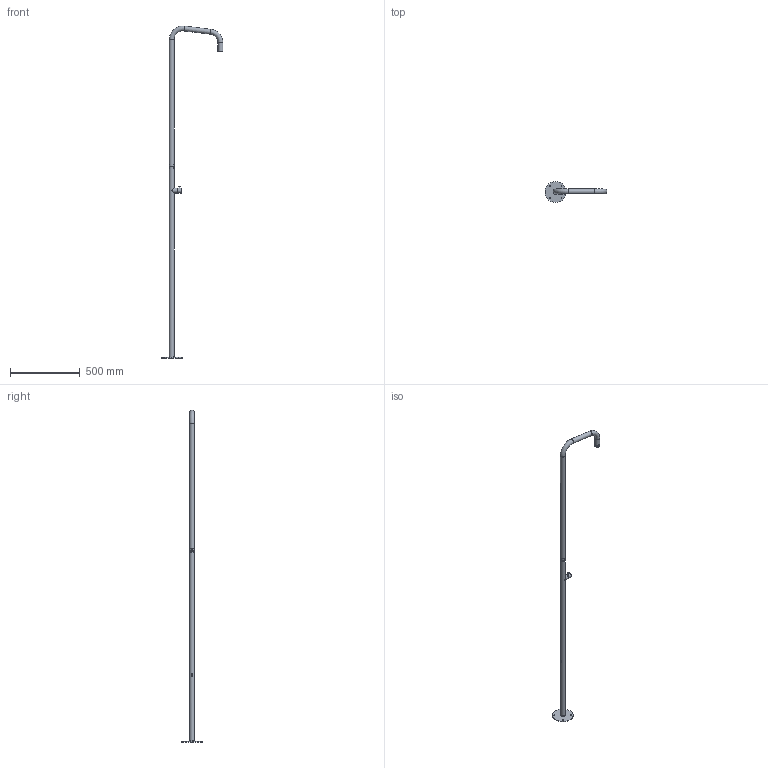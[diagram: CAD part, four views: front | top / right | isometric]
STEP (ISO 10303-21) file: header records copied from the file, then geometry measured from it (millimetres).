
FILE_DESCRIPTION(('STEP AP214'),'1');
FILE_NAME('CL028E COLONNA DA TERRA.stp','2022-04-14T14:43:09',(' '),(' '),'Spatial InterOp 3D',' ',' ');
FILE_SCHEMA(('AUTOMOTIVE_DESIGN { 1 0 10303 214 1 1 1 1 }'));
Length unit declared in the file: metre
Products named in the file (10): 1624867111; 1624867110; 1624867109; 1624867108; 1624867107; 1624867106; 1624867105; 1624867104; 1624867103; 1624867102
Bounding box: 442.5 x 150 x 2381.48 mm (x, y, z)
Volume: 702720.1 mm3; surface area: 639382.8 mm2
Topology: 10 solids, 10 shells, 132 faces, 328 edges, 219 vertices
Faces by surface type: plane 54, cylinder 53, bspline 18, torus 4, cone 3
Full cylindrical faces by diameter (mm): 2.5 x1, 3.2 x1, 3.3 x3, 4 x4, 4.5 x1, 6 x4, 8 x1, 8.5 x2, 9 x1, 9.5 x1, 9.7 x1, 11.1 x1, 15 x1, 16 x1, 17 x2, 23 x2, 24.2 x1, 26.5 x2, 30.5 x1, 30.8 x1, 31 x6, 31.5 x3, 32.5 x1, 35 x8, 150 x1
Entity records: 8161 total; most frequent: CARTESIAN_POINT 4015, DIRECTION 492, ORIENTED_EDGE 478, EDGE_LOOP 254, STYLED_ITEM 249, PRESENTATION_STYLE_ASSIGNMENT 249, COLOUR_RGB 249, EDGE_CURVE 239
